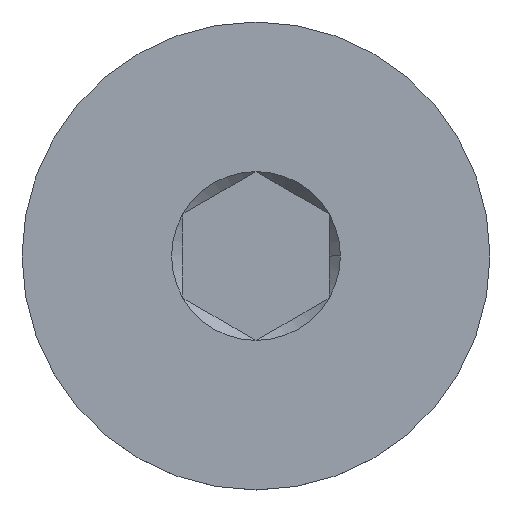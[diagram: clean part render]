
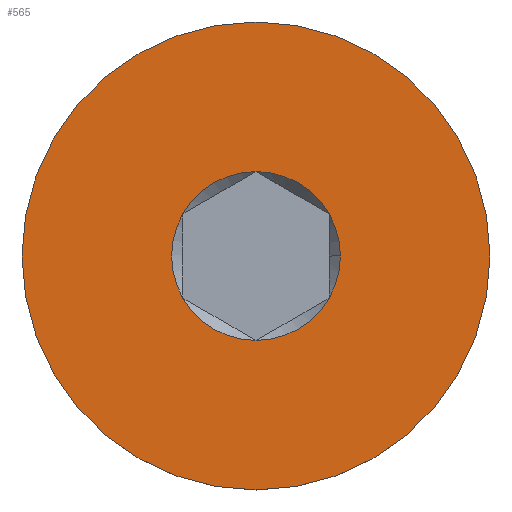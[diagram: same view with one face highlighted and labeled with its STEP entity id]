
A CAD part, top view. The second image highlights one B-rep face of the part: STEP entity #565.
In plain terms, the highlighted planar face has unit normal (0, 0, 1).
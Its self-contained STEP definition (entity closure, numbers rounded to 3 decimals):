
#12 = CARTESIAN_POINT ( 'NONE',  ( 1.25, -0.722, 0. ) ) ;
#18 = CIRCLE ( 'NONE', #453, 1.443 ) ;
#24 = ORIENTED_EDGE ( 'NONE', *, *, #142, .T. ) ;
#49 = FACE_OUTER_BOUND ( 'NONE', #295, .T. ) ;
#56 = CIRCLE ( 'NONE', #468, 1.443 ) ;
#59 = ORIENTED_EDGE ( 'NONE', *, *, #420, .F. ) ;
#65 = EDGE_CURVE ( 'NONE', #483, #639, #56, .T. ) ;
#77 = DIRECTION ( 'NONE',  ( 0., 0., 1. ) ) ;
#78 = CARTESIAN_POINT ( 'NONE',  ( 0., -4., 0. ) ) ;
#87 = VERTEX_POINT ( 'NONE', #78 ) ;
#93 = AXIS2_PLACEMENT_3D ( 'NONE', #409, #528, #419 ) ;
#94 = CARTESIAN_POINT ( 'NONE',  ( -1.25, -0.722, 0. ) ) ;
#99 = ORIENTED_EDGE ( 'NONE', *, *, #65, .F. ) ;
#111 = DIRECTION ( 'NONE',  ( 0., -1., 0. ) ) ;
#120 = ORIENTED_EDGE ( 'NONE', *, *, #390, .T. ) ;
#128 = CIRCLE ( 'NONE', #332, 1.443 ) ;
#135 = DIRECTION ( 'NONE',  ( 0., 0., 1. ) ) ;
#139 = DIRECTION ( 'NONE',  ( 1., 0., 0. ) ) ;
#142 = EDGE_CURVE ( 'NONE', #87, #162, #181, .T. ) ;
#162 = VERTEX_POINT ( 'NONE', #214 ) ;
#169 = CARTESIAN_POINT ( 'NONE',  ( 0., -1.443, 0. ) ) ;
#179 = AXIS2_PLACEMENT_3D ( 'NONE', #207, #365, #309 ) ;
#181 = CIRCLE ( 'NONE', #671, 4. ) ;
#183 = ORIENTED_EDGE ( 'NONE', *, *, #621, .F. ) ;
#184 = ORIENTED_EDGE ( 'NONE', *, *, #251, .F. ) ;
#200 = CARTESIAN_POINT ( 'NONE',  ( 1.25, 0.722, 0. ) ) ;
#207 = CARTESIAN_POINT ( 'NONE',  ( 0., 0., 0. ) ) ;
#208 = EDGE_CURVE ( 'NONE', #578, #513, #402, .T. ) ;
#214 = CARTESIAN_POINT ( 'NONE',  ( 0., 4., 0. ) ) ;
#216 = AXIS2_PLACEMENT_3D ( 'NONE', #265, #475, #111 ) ;
#227 = CARTESIAN_POINT ( 'NONE',  ( 0., 0., 0. ) ) ;
#229 = ORIENTED_EDGE ( 'NONE', *, *, #208, .F. ) ;
#251 = EDGE_CURVE ( 'NONE', #639, #417, #690, .T. ) ;
#265 = CARTESIAN_POINT ( 'NONE',  ( 0., -2., 0. ) ) ;
#288 = AXIS2_PLACEMENT_3D ( 'NONE', #415, #370, #352 ) ;
#292 = VERTEX_POINT ( 'NONE', #423 ) ;
#295 = EDGE_LOOP ( 'NONE', ( #24, #120 ) ) ;
#306 = CARTESIAN_POINT ( 'NONE',  ( -1.25, 0.722, 0. ) ) ;
#307 = CARTESIAN_POINT ( 'NONE',  ( 0., 0., 0. ) ) ;
#309 = DIRECTION ( 'NONE',  ( 1., 0., 0. ) ) ;
#318 = DIRECTION ( 'NONE',  ( 1., 0., 0. ) ) ;
#321 = ORIENTED_EDGE ( 'NONE', *, *, #701, .F. ) ;
#332 = AXIS2_PLACEMENT_3D ( 'NONE', #227, #612, #440 ) ;
#352 = DIRECTION ( 'NONE',  ( 1., 0., 0. ) ) ;
#359 = ORIENTED_EDGE ( 'NONE', *, *, #430, .F. ) ;
#365 = DIRECTION ( 'NONE',  ( 0., 0., 1. ) ) ;
#370 = DIRECTION ( 'NONE',  ( 0., 0., 1. ) ) ;
#378 = DIRECTION ( 'NONE',  ( 1., 0., 0. ) ) ;
#379 = DIRECTION ( 'NONE',  ( 0., -1., 0. ) ) ;
#385 = EDGE_LOOP ( 'NONE', ( #184, #99, #183, #359, #321, #229, #59 ) ) ;
#390 = EDGE_CURVE ( 'NONE', #162, #87, #561, .T. ) ;
#393 = DIRECTION ( 'NONE',  ( 0., 0., 1. ) ) ;
#402 = CIRCLE ( 'NONE', #288, 1.443 ) ;
#409 = CARTESIAN_POINT ( 'NONE',  ( 0., 0., 0. ) ) ;
#415 = CARTESIAN_POINT ( 'NONE',  ( 0., 0., 0. ) ) ;
#417 = VERTEX_POINT ( 'NONE', #12 ) ;
#419 = DIRECTION ( 'NONE',  ( 1., 0., 0. ) ) ;
#420 = EDGE_CURVE ( 'NONE', #417, #578, #18, .T. ) ;
#423 = CARTESIAN_POINT ( 'NONE',  ( 0., 1.443, 0. ) ) ;
#426 = CARTESIAN_POINT ( 'NONE',  ( 1.443, 0., 0. ) ) ;
#430 = EDGE_CURVE ( 'NONE', #292, #487, #128, .T. ) ;
#440 = DIRECTION ( 'NONE',  ( 1., 0., 0. ) ) ;
#453 = AXIS2_PLACEMENT_3D ( 'NONE', #555, #77, #318 ) ;
#465 = PLANE ( 'NONE',  #216 ) ;
#468 = AXIS2_PLACEMENT_3D ( 'NONE', #497, #393, #139 ) ;
#470 = AXIS2_PLACEMENT_3D ( 'NONE', #652, #531, #378 ) ;
#475 = DIRECTION ( 'NONE',  ( 0., 0., 1. ) ) ;
#477 = CIRCLE ( 'NONE', #179, 1.443 ) ;
#483 = VERTEX_POINT ( 'NONE', #94 ) ;
#487 = VERTEX_POINT ( 'NONE', #306 ) ;
#497 = CARTESIAN_POINT ( 'NONE',  ( 0., 0., 0. ) ) ;
#510 = FACE_BOUND ( 'NONE', #385, .T. ) ;
#513 = VERTEX_POINT ( 'NONE', #200 ) ;
#528 = DIRECTION ( 'NONE',  ( 0., 0., 1. ) ) ;
#529 = CIRCLE ( 'NONE', #470, 1.443 ) ;
#531 = DIRECTION ( 'NONE',  ( 0., 0., 1. ) ) ;
#555 = CARTESIAN_POINT ( 'NONE',  ( 0., 0., 0. ) ) ;
#561 = CIRCLE ( 'NONE', #600, 4. ) ;
#565 = ADVANCED_FACE ( 'NONE', ( #510, #49 ), #465, .T. ) ;
#577 = DIRECTION ( 'NONE',  ( 0., 0., 1. ) ) ;
#578 = VERTEX_POINT ( 'NONE', #426 ) ;
#597 = CARTESIAN_POINT ( 'NONE',  ( 0., 0., 0. ) ) ;
#600 = AXIS2_PLACEMENT_3D ( 'NONE', #597, #135, #379 ) ;
#612 = DIRECTION ( 'NONE',  ( 0., 0., 1. ) ) ;
#621 = EDGE_CURVE ( 'NONE', #487, #483, #477, .T. ) ;
#639 = VERTEX_POINT ( 'NONE', #169 ) ;
#652 = CARTESIAN_POINT ( 'NONE',  ( 0., 0., 0. ) ) ;
#671 = AXIS2_PLACEMENT_3D ( 'NONE', #307, #577, #686 ) ;
#686 = DIRECTION ( 'NONE',  ( 0., -1., 0. ) ) ;
#690 = CIRCLE ( 'NONE', #93, 1.443 ) ;
#701 = EDGE_CURVE ( 'NONE', #513, #292, #529, .T. ) ;
